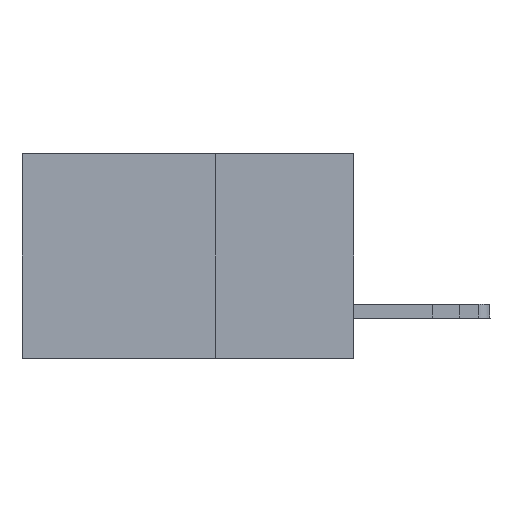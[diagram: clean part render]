
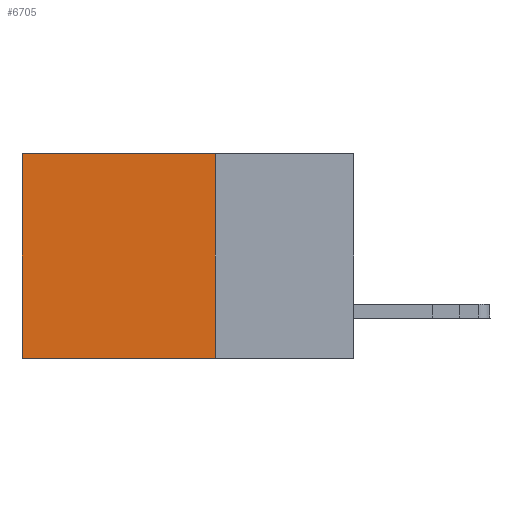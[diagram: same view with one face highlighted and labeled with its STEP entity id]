
A CAD part, left-side view. The second image highlights one B-rep face of the part: STEP entity #6705.
In plain terms, the highlighted planar face has unit normal (-1, 0, 0).
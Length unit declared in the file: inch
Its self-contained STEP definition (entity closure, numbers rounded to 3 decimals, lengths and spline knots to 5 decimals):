
#276 = CARTESIAN_POINT ( 'NONE',  ( 0.2875, 0.25, -0.37 ) ) ;
#447 = VERTEX_POINT ( 'NONE', #12357 ) ;
#642 = VERTEX_POINT ( 'NONE', #15151 ) ;
#1398 = VECTOR ( 'NONE', #11423, 39.37008 ) ;
#2329 = CARTESIAN_POINT ( 'NONE',  ( 0.2875, 0.6, 0. ) ) ;
#3528 = EDGE_CURVE ( 'NONE', #642, #20570, #13618, .T. ) ;
#5105 = VECTOR ( 'NONE', #9030, 39.37008 ) ;
#6470 = DIRECTION ( 'NONE',  ( 0., 1., 0. ) ) ;
#6705 = ADVANCED_FACE ( 'NONE', ( #23360 ), #25250, .F. ) ;
#8152 = EDGE_CURVE ( 'NONE', #642, #447, #18817, .T. ) ;
#8943 = EDGE_CURVE ( 'NONE', #447, #11259, #27789, .T. ) ;
#9030 = DIRECTION ( 'NONE',  ( 0., 1., 0. ) ) ;
#9224 = CARTESIAN_POINT ( 'NONE',  ( 0.2875, 0.6, 0. ) ) ;
#9723 = ORIENTED_EDGE ( 'NONE', *, *, #8152, .F. ) ;
#9878 = CARTESIAN_POINT ( 'NONE',  ( 0.2875, 0.25, 0. ) ) ;
#11259 = VERTEX_POINT ( 'NONE', #14674 ) ;
#11423 = DIRECTION ( 'NONE',  ( 0., 0., -1. ) ) ;
#11927 = AXIS2_PLACEMENT_3D ( 'NONE', #9878, #12064, #27498 ) ;
#12064 = DIRECTION ( 'NONE',  ( 1., 0., 0. ) ) ;
#12357 = CARTESIAN_POINT ( 'NONE',  ( 0.2875, 0.25, -0.37 ) ) ;
#12880 = DIRECTION ( 'NONE',  ( 0., 0., -1. ) ) ;
#13001 = VECTOR ( 'NONE', #12880, 39.37008 ) ;
#13618 = LINE ( 'NONE', #19574, #19422 ) ;
#14674 = CARTESIAN_POINT ( 'NONE',  ( 0.2875, 0.6, -0.37 ) ) ;
#15151 = CARTESIAN_POINT ( 'NONE',  ( 0.2875, 0.25, 0. ) ) ;
#15227 = ORIENTED_EDGE ( 'NONE', *, *, #16586, .T. ) ;
#15388 = ORIENTED_EDGE ( 'NONE', *, *, #3528, .T. ) ;
#16586 = EDGE_CURVE ( 'NONE', #20570, #11259, #18133, .T. ) ;
#18133 = LINE ( 'NONE', #9224, #1398 ) ;
#18817 = LINE ( 'NONE', #23798, #13001 ) ;
#19422 = VECTOR ( 'NONE', #6470, 39.37008 ) ;
#19574 = CARTESIAN_POINT ( 'NONE',  ( 0.2875, 0.25, 0. ) ) ;
#20570 = VERTEX_POINT ( 'NONE', #2329 ) ;
#23360 = FACE_OUTER_BOUND ( 'NONE', #26313, .T. ) ;
#23798 = CARTESIAN_POINT ( 'NONE',  ( 0.2875, 0.25, 0. ) ) ;
#25250 = PLANE ( 'NONE',  #11927 ) ;
#26313 = EDGE_LOOP ( 'NONE', ( #15227, #28167, #9723, #15388 ) ) ;
#27498 = DIRECTION ( 'NONE',  ( 0., 0., -1. ) ) ;
#27789 = LINE ( 'NONE', #276, #5105 ) ;
#28167 = ORIENTED_EDGE ( 'NONE', *, *, #8943, .F. ) ;
